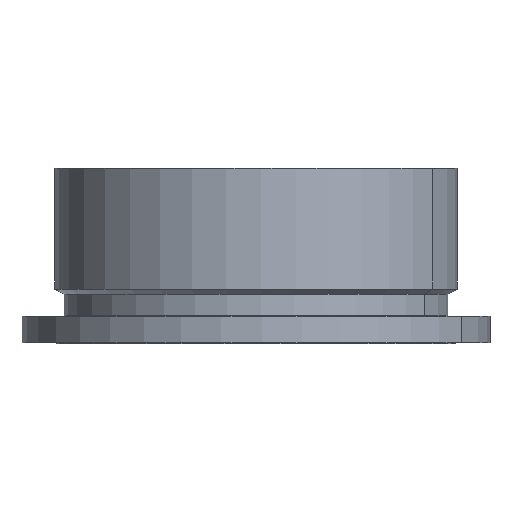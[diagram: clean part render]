
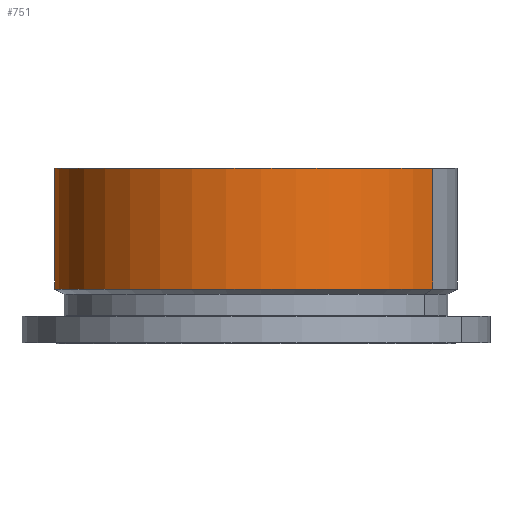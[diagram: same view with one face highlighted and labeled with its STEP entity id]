
A CAD part, left-side view. The second image highlights one B-rep face of the part: STEP entity #751.
In plain terms, the highlighted cylindrical face has radius 349.25 mm (diameter 698.5 mm), a partial arc.
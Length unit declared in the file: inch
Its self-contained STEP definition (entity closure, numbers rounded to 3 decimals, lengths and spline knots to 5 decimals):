
#699=AXIS2_PLACEMENT_3D('Circle Axis2P3D',#697,#698,$) ;
#712=AXIS2_PLACEMENT_3D('Cylinder Axis2P3D',#709,#710,#711) ;
#742=AXIS2_PLACEMENT_3D('Circle Axis2P3D',#740,#741,$) ;
#675=CARTESIAN_POINT('Vertex',(6.5921,12.06676,3.67834)) ;
#682=CARTESIAN_POINT('Vertex',(-6.5921,-12.06676,3.67834)) ;
#697=CARTESIAN_POINT('Axis2P3D Location',(0.,0.,3.67834)) ;
#709=CARTESIAN_POINT('Axis2P3D Location',(0.,0.,5.9375)) ;
#714=CARTESIAN_POINT('Line Origine',(6.5921,12.06676,7.80792)) ;
#718=CARTESIAN_POINT('Vertex',(6.5921,12.06676,11.9375)) ;
#725=CARTESIAN_POINT('Vertex',(-6.5921,-12.06676,11.9375)) ;
#728=CARTESIAN_POINT('Line Origine',(-6.5921,-12.06676,7.80792)) ;
#740=CARTESIAN_POINT('Axis2P3D Location',(0.,0.,11.9375)) ;
#698=DIRECTION('Axis2P3D Direction',(-0.,0.,0.039)) ;
#710=DIRECTION('Axis2P3D Direction',(0.,0.,-0.039)) ;
#711=DIRECTION('Axis2P3D XDirection',(-0.019,-0.035,0.)) ;
#715=DIRECTION('Vector Direction',(0.,0.,-0.039)) ;
#729=DIRECTION('Vector Direction',(0.,0.,-0.039)) ;
#741=DIRECTION('Axis2P3D Direction',(0.,0.,-0.039)) ;
#716=VECTOR('Line Direction',#715,0.03937) ;
#730=VECTOR('Line Direction',#729,0.03937) ;
#746=ORIENTED_EDGE('',*,*,#701,.F.) ;
#747=ORIENTED_EDGE('',*,*,#732,.T.) ;
#748=ORIENTED_EDGE('',*,*,#744,.T.) ;
#749=ORIENTED_EDGE('',*,*,#720,.F.) ;
#751=ADVANCED_FACE('PartBody',(#750),#713,.T.) ;
#700=CIRCLE('generated circle',#699,13.75) ;
#743=CIRCLE('generated circle',#742,13.75) ;
#713=CYLINDRICAL_SURFACE('generated cylinder',#712,13.75) ;
#701=EDGE_CURVE('',#683,#676,#700,.F.) ;
#720=EDGE_CURVE('',#676,#719,#717,.F.) ;
#732=EDGE_CURVE('',#683,#726,#731,.F.) ;
#744=EDGE_CURVE('',#726,#719,#743,.T.) ;
#745=EDGE_LOOP('',(#746,#747,#748,#749)) ;
#750=FACE_OUTER_BOUND('',#745,.T.) ;
#717=LINE('Line',#714,#716) ;
#731=LINE('Line',#728,#730) ;
#676=VERTEX_POINT('',#675) ;
#683=VERTEX_POINT('',#682) ;
#719=VERTEX_POINT('',#718) ;
#726=VERTEX_POINT('',#725) ;
